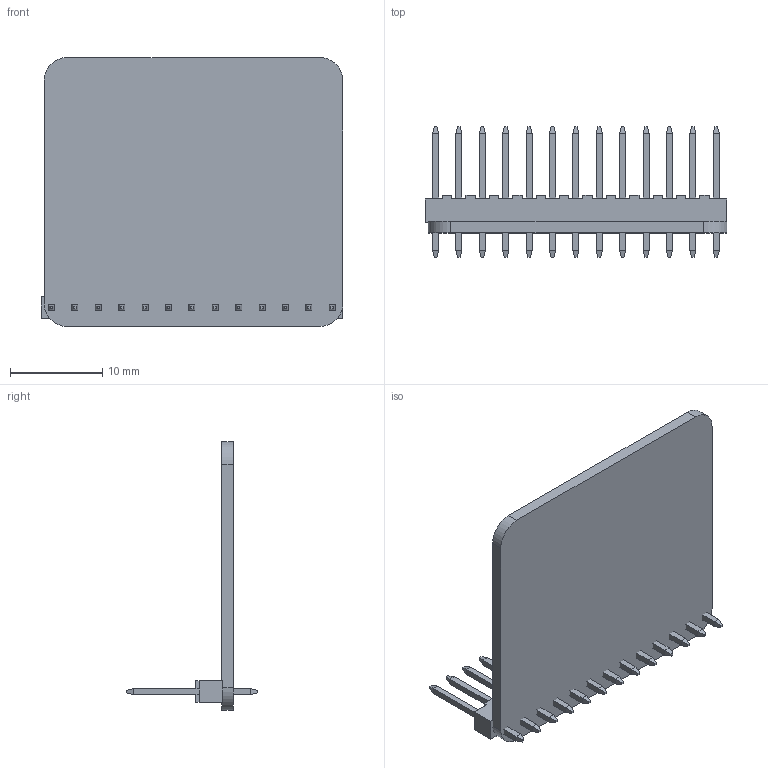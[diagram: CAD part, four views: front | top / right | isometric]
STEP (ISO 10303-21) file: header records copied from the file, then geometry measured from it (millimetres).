
FILE_DESCRIPTION(('HOOPS Exchange Step'),'2;1');
FILE_NAME('temp_export.step','2020-04-27T09:41:19-05:00',('mobile'),('Shapr3D Limited'),'HOOPS Exchange 2018.1','Shapr3D','Authorized');
FILE_SCHEMA( ('AP203_CONFIGURATION_CONTROLLED_3D_DESIGN_OF_MECHANICAL_PARTS_AND_ASSEMBLIES_MIM_LF') );
Length unit declared in the file: millimetre
Products named in the file (1): temp_export.x_b
Bounding box: 32.79 x 14.22 x 29.21 mm (x, y, z)
Volume: 1477.9 mm3; surface area: 2809.3 mm2
Topology: 2 solids, 2 shells, 346 faces, 844 edges, 528 vertices
Faces by surface type: plane 342, cylinder 4
Entity records: 9834 total; most frequent: CARTESIAN_POINT 1719, ORIENTED_EDGE 1688, DIRECTION 1546, EDGE_CURVE 844, VECTOR 836, LINE 836, VERTEX_POINT 528, EDGE_LOOP 372
